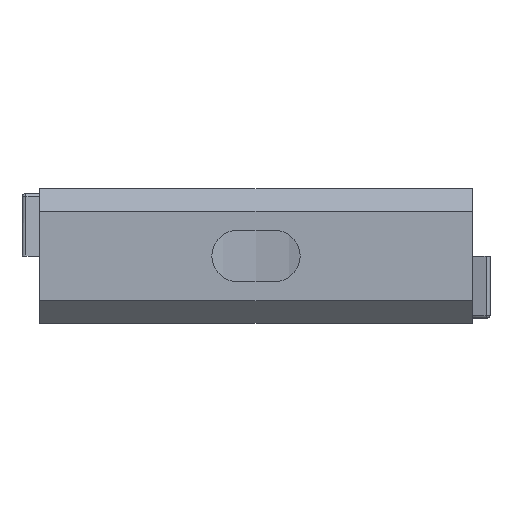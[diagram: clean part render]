
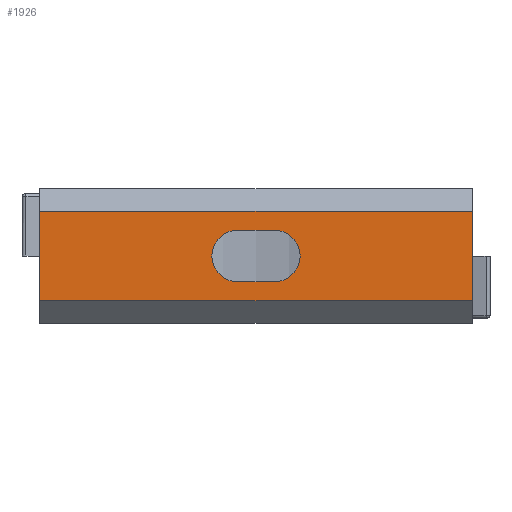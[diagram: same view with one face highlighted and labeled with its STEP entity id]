
A CAD part, front view. The second image highlights one B-rep face of the part: STEP entity #1926.
In plain terms, the highlighted planar face has unit normal (0, -1, 0).
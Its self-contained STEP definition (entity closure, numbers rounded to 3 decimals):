
#58 = VERTEX_POINT ( 'NONE', #507 ) ;
#69 = ORIENTED_EDGE ( 'NONE', *, *, #1602, .T. ) ;
#182 = VERTEX_POINT ( 'NONE', #3113 ) ;
#191 = DIRECTION ( 'NONE',  ( -1., 0., 0. ) ) ;
#207 = DIRECTION ( 'NONE',  ( 1., 0., 0. ) ) ;
#249 = AXIS2_PLACEMENT_3D ( 'NONE', #2735, #3310, #1474 ) ;
#254 = DIRECTION ( 'NONE',  ( -1., 0., 0. ) ) ;
#364 = VECTOR ( 'NONE', #1072, 1000. ) ;
#472 = ORIENTED_EDGE ( 'NONE', *, *, #2151, .T. ) ;
#507 = CARTESIAN_POINT ( 'NONE',  ( 1.75, 0., 2.5 ) ) ;
#536 = CARTESIAN_POINT ( 'NONE',  ( -1.75, 0., 2.5 ) ) ;
#620 = EDGE_LOOP ( 'NONE', ( #3745, #69, #2225, #1106 ) ) ;
#653 = VERTEX_POINT ( 'NONE', #2174 ) ;
#662 = ORIENTED_EDGE ( 'NONE', *, *, #1355, .F. ) ;
#723 = VECTOR ( 'NONE', #207, 1000. ) ;
#752 = CARTESIAN_POINT ( 'NONE',  ( -1.75, 0., -2.5 ) ) ;
#755 = CARTESIAN_POINT ( 'NONE',  ( 20.85, 0., -6.5 ) ) ;
#767 = VERTEX_POINT ( 'NONE', #1894 ) ;
#819 = FACE_OUTER_BOUND ( 'NONE', #1483, .T. ) ;
#939 = EDGE_CURVE ( 'NONE', #58, #2972, #3368, .T. ) ;
#1069 = LINE ( 'NONE', #1397, #1793 ) ;
#1072 = DIRECTION ( 'NONE',  ( 0., 0., 1. ) ) ;
#1106 = ORIENTED_EDGE ( 'NONE', *, *, #1929, .T. ) ;
#1215 = LINE ( 'NONE', #755, #364 ) ;
#1241 = CARTESIAN_POINT ( 'NONE',  ( 20.85, 0., 4.3 ) ) ;
#1355 = EDGE_CURVE ( 'NONE', #1981, #182, #1069, .T. ) ;
#1397 = CARTESIAN_POINT ( 'NONE',  ( -20.85, 0., -6.5 ) ) ;
#1464 = CIRCLE ( 'NONE', #2053, 2.5 ) ;
#1474 = DIRECTION ( 'NONE',  ( 0., 0., -1. ) ) ;
#1483 = EDGE_LOOP ( 'NONE', ( #472, #3371, #662, #1872 ) ) ;
#1602 = EDGE_CURVE ( 'NONE', #2972, #3736, #2118, .T. ) ;
#1699 = DIRECTION ( 'NONE',  ( 0., 0., 1. ) ) ;
#1767 = PLANE ( 'NONE',  #249 ) ;
#1793 = VECTOR ( 'NONE', #1699, 1000. ) ;
#1796 = CARTESIAN_POINT ( 'NONE',  ( -20.85, 0., -4.3 ) ) ;
#1813 = CARTESIAN_POINT ( 'NONE',  ( -1.75, 0., 0. ) ) ;
#1872 = ORIENTED_EDGE ( 'NONE', *, *, #2022, .F. ) ;
#1894 = CARTESIAN_POINT ( 'NONE',  ( 20.85, 0., -4.3 ) ) ;
#1926 = ADVANCED_FACE ( 'NONE', ( #3985, #819 ), #1767, .T. ) ;
#1929 = EDGE_CURVE ( 'NONE', #653, #58, #2413, .T. ) ;
#1981 = VERTEX_POINT ( 'NONE', #1796 ) ;
#2022 = EDGE_CURVE ( 'NONE', #767, #1981, #2835, .T. ) ;
#2053 = AXIS2_PLACEMENT_3D ( 'NONE', #1813, #3947, #2158 ) ;
#2118 = LINE ( 'NONE', #3909, #2930 ) ;
#2151 = EDGE_CURVE ( 'NONE', #767, #2788, #1215, .T. ) ;
#2158 = DIRECTION ( 'NONE',  ( 0., 0., 1. ) ) ;
#2174 = CARTESIAN_POINT ( 'NONE',  ( -1.75, 0., 2.5 ) ) ;
#2194 = AXIS2_PLACEMENT_3D ( 'NONE', #2532, #2667, #2838 ) ;
#2225 = ORIENTED_EDGE ( 'NONE', *, *, #2919, .T. ) ;
#2413 = LINE ( 'NONE', #536, #723 ) ;
#2532 = CARTESIAN_POINT ( 'NONE',  ( 1.75, 0., 0. ) ) ;
#2667 = DIRECTION ( 'NONE',  ( 0., 1., 0. ) ) ;
#2735 = CARTESIAN_POINT ( 'NONE',  ( -20.85, 0., -6.5 ) ) ;
#2788 = VERTEX_POINT ( 'NONE', #3272 ) ;
#2794 = CARTESIAN_POINT ( 'NONE',  ( 20.85, 0., -4.3 ) ) ;
#2798 = CARTESIAN_POINT ( 'NONE',  ( 1.75, 0., -2.5 ) ) ;
#2835 = LINE ( 'NONE', #2794, #3507 ) ;
#2838 = DIRECTION ( 'NONE',  ( 0., 0., 1. ) ) ;
#2919 = EDGE_CURVE ( 'NONE', #3736, #653, #1464, .T. ) ;
#2930 = VECTOR ( 'NONE', #191, 1000. ) ;
#2932 = LINE ( 'NONE', #1241, #3516 ) ;
#2972 = VERTEX_POINT ( 'NONE', #2798 ) ;
#3001 = EDGE_CURVE ( 'NONE', #2788, #182, #2932, .T. ) ;
#3091 = DIRECTION ( 'NONE',  ( -1., 0., 0. ) ) ;
#3113 = CARTESIAN_POINT ( 'NONE',  ( -20.85, 0., 4.3 ) ) ;
#3272 = CARTESIAN_POINT ( 'NONE',  ( 20.85, 0., 4.3 ) ) ;
#3310 = DIRECTION ( 'NONE',  ( 0., -1., 0. ) ) ;
#3368 = CIRCLE ( 'NONE', #2194, 2.5 ) ;
#3371 = ORIENTED_EDGE ( 'NONE', *, *, #3001, .T. ) ;
#3507 = VECTOR ( 'NONE', #254, 1000. ) ;
#3516 = VECTOR ( 'NONE', #3091, 1000. ) ;
#3736 = VERTEX_POINT ( 'NONE', #752 ) ;
#3745 = ORIENTED_EDGE ( 'NONE', *, *, #939, .T. ) ;
#3909 = CARTESIAN_POINT ( 'NONE',  ( -1.75, 0., -2.5 ) ) ;
#3947 = DIRECTION ( 'NONE',  ( 0., 1., 0. ) ) ;
#3985 = FACE_BOUND ( 'NONE', #620, .T. ) ;
